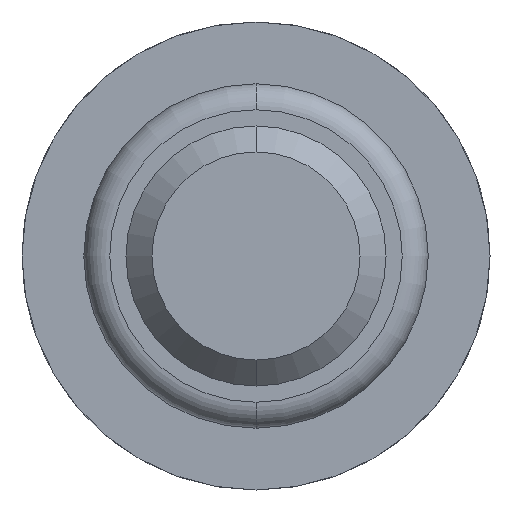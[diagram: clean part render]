
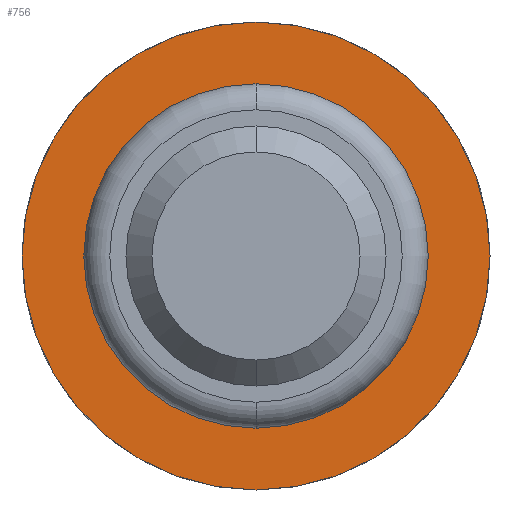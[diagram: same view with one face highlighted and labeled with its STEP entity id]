
A CAD part, front view. The second image highlights one B-rep face of the part: STEP entity #756.
In plain terms, the highlighted planar face has unit normal (0, -1, 0).
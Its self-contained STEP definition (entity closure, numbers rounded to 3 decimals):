
#85 = EDGE_CURVE ( 'Defeature ausgef�hrt4_13+Defeature ausgef�hrt4_14+Defeature ausgef�hrt4_14+Defeature ausgef�hrt4_14', #3157, #2082, #3167, .T. ) ;
#157 = DIRECTION ( 'NONE',  ( 0., 0., 1. ) ) ;
#253 = DIRECTION ( 'NONE',  ( 0., 1., 0. ) ) ;
#262 = DIRECTION ( 'NONE',  ( 0., 0., 1. ) ) ;
#538 = ORIENTED_EDGE ( 'NONE', *, *, #85, .T. ) ;
#554 = ORIENTED_EDGE ( 'NONE', *, *, #3634, .F. ) ;
#555 = CARTESIAN_POINT ( 'NONE',  ( 0., -1.8, 0. ) ) ;
#558 = DIRECTION ( 'NONE',  ( 0., 1., 0. ) ) ;
#591 = DIRECTION ( 'NONE',  ( 0., 1., 0. ) ) ;
#652 = DIRECTION ( 'NONE',  ( 0., 1., 0. ) ) ;
#708 = CARTESIAN_POINT ( 'NONE',  ( 0., -1.8, -1.8 ) ) ;
#756 = ADVANCED_FACE ( 'Defeature ausgef�hrt4_13', ( #1175, #4467 ), #2743, .F. ) ;
#760 = EDGE_CURVE ( 'Defeature ausgef�hrt4_12+Defeature ausgef�hrt4_13+Defeature ausgef�hrt4_13+Defeature ausgef�hrt4_13', #2907, #4017, #4409, .T. ) ;
#876 = CIRCLE ( 'NONE', #1403, 1.325 ) ;
#976 = DIRECTION ( 'NONE',  ( 0., 0., 1. ) ) ;
#1092 = ORIENTED_EDGE ( 'NONE', *, *, #760, .F. ) ;
#1175 = FACE_OUTER_BOUND ( 'NONE', #4029, .T. ) ;
#1182 = EDGE_CURVE ( 'Defeature ausgef�hrt4_13+Defeature ausgef�hrt4_14+Defeature ausgef�hrt4_14+Defeature ausgef�hrt4_14', #2082, #3157, #876, .T. ) ;
#1202 = ORIENTED_EDGE ( 'NONE', *, *, #1182, .T. ) ;
#1403 = AXIS2_PLACEMENT_3D ( 'NONE', #555, #253, #976 ) ;
#1629 = CIRCLE ( 'NONE', #2755, 1.8 ) ;
#1725 = EDGE_LOOP ( 'NONE', ( #538, #1202 ) ) ;
#1956 = CARTESIAN_POINT ( 'NONE',  ( 0., -1.8, 0. ) ) ;
#1994 = DIRECTION ( 'NONE',  ( 0., 1., 0. ) ) ;
#2082 = VERTEX_POINT ( 'NONE', #3071 ) ;
#2379 = DIRECTION ( 'NONE',  ( 0., 0., 1. ) ) ;
#2682 = CARTESIAN_POINT ( 'NONE',  ( 0., -1.8, 0. ) ) ;
#2713 = DIRECTION ( 'NONE',  ( 0., 0., 1. ) ) ;
#2715 = AXIS2_PLACEMENT_3D ( 'NONE', #3769, #1994, #262 ) ;
#2743 = PLANE ( 'NONE',  #4146 ) ;
#2755 = AXIS2_PLACEMENT_3D ( 'NONE', #1956, #652, #157 ) ;
#2907 = VERTEX_POINT ( 'NONE', #3372 ) ;
#3071 = CARTESIAN_POINT ( 'NONE',  ( 0., -1.8, -1.325 ) ) ;
#3157 = VERTEX_POINT ( 'NONE', #3200 ) ;
#3167 = CIRCLE ( 'NONE', #2715, 1.325 ) ;
#3200 = CARTESIAN_POINT ( 'NONE',  ( 0., -1.8, 1.325 ) ) ;
#3372 = CARTESIAN_POINT ( 'NONE',  ( 0., -1.8, 1.8 ) ) ;
#3634 = EDGE_CURVE ( 'Defeature ausgef�hrt4_12+Defeature ausgef�hrt4_13+Defeature ausgef�hrt4_13+Defeature ausgef�hrt4_13', #4017, #2907, #1629, .T. ) ;
#3769 = CARTESIAN_POINT ( 'NONE',  ( 0., -1.8, 0. ) ) ;
#3826 = AXIS2_PLACEMENT_3D ( 'NONE', #2682, #558, #2713 ) ;
#4017 = VERTEX_POINT ( 'NONE', #708 ) ;
#4029 = EDGE_LOOP ( 'NONE', ( #1092, #554 ) ) ;
#4114 = CARTESIAN_POINT ( 'NONE',  ( 1.8, -1.8, 0. ) ) ;
#4146 = AXIS2_PLACEMENT_3D ( 'NONE', #4114, #591, #2379 ) ;
#4409 = CIRCLE ( 'NONE', #3826, 1.8 ) ;
#4467 = FACE_BOUND ( 'NONE', #1725, .T. ) ;
